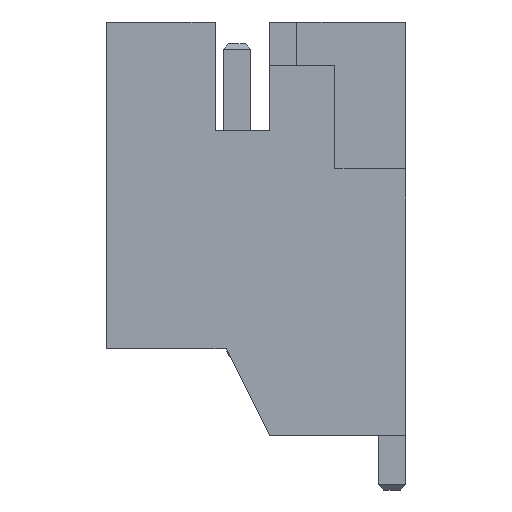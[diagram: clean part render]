
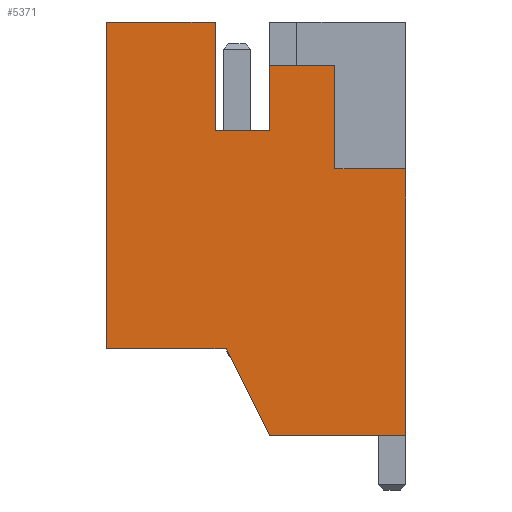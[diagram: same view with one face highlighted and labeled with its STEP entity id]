
A CAD part, left-side view. The second image highlights one B-rep face of the part: STEP entity #5371.
In plain terms, the highlighted planar face has unit normal (-1, 0, 0).
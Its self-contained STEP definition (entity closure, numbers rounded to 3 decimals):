
#165=FACE_OUTER_BOUND('',#467,.T.);
#467=EDGE_LOOP('',(#3615,#3616,#3617,#3618,#3619,#3620,#3621,#3622,#3623,
#3624,#3625,#3626));
#769=LINE('',#7511,#1493);
#773=LINE('',#7518,#1497);
#779=LINE('',#7532,#1503);
#798=LINE('',#7569,#1522);
#826=LINE('',#7624,#1550);
#832=LINE('',#7635,#1556);
#834=LINE('',#7639,#1558);
#836=LINE('',#7642,#1560);
#837=LINE('',#7646,#1561);
#838=LINE('',#7648,#1562);
#839=LINE('',#7650,#1563);
#840=LINE('',#7651,#1564);
#1493=VECTOR('',#6051,10.);
#1497=VECTOR('',#6057,10.);
#1503=VECTOR('',#6067,10.);
#1522=VECTOR('',#6094,10.);
#1550=VECTOR('',#6134,10.);
#1556=VECTOR('',#6142,10.);
#1558=VECTOR('',#6146,10.);
#1560=VECTOR('',#6150,10.);
#1561=VECTOR('',#6155,10.);
#1562=VECTOR('',#6156,10.);
#1563=VECTOR('',#6157,10.);
#1564=VECTOR('',#6158,10.);
#2217=VERTEX_POINT('',#7508);
#2218=VERTEX_POINT('',#7510);
#2220=VERTEX_POINT('',#7516);
#2226=VERTEX_POINT('',#7531);
#2240=VERTEX_POINT('',#7567);
#2260=VERTEX_POINT('',#7621);
#2261=VERTEX_POINT('',#7623);
#2265=VERTEX_POINT('',#7633);
#2266=VERTEX_POINT('',#7637);
#2267=VERTEX_POINT('',#7645);
#2268=VERTEX_POINT('',#7647);
#2269=VERTEX_POINT('',#7649);
#2721=EDGE_CURVE('',#2218,#2217,#769,.T.);
#2725=EDGE_CURVE('',#2217,#2220,#773,.T.);
#2731=EDGE_CURVE('',#2226,#2218,#779,.T.);
#2750=EDGE_CURVE('',#2220,#2240,#798,.T.);
#2778=EDGE_CURVE('',#2261,#2260,#826,.T.);
#2784=EDGE_CURVE('',#2260,#2265,#832,.T.);
#2786=EDGE_CURVE('',#2265,#2266,#834,.T.);
#2788=EDGE_CURVE('',#2266,#2226,#836,.T.);
#2789=EDGE_CURVE('',#2240,#2267,#837,.T.);
#2790=EDGE_CURVE('',#2267,#2268,#838,.T.);
#2791=EDGE_CURVE('',#2268,#2269,#839,.T.);
#2792=EDGE_CURVE('',#2269,#2261,#840,.T.);
#3615=ORIENTED_EDGE('',*,*,#2725,.T.);
#3616=ORIENTED_EDGE('',*,*,#2750,.T.);
#3617=ORIENTED_EDGE('',*,*,#2789,.T.);
#3618=ORIENTED_EDGE('',*,*,#2790,.T.);
#3619=ORIENTED_EDGE('',*,*,#2791,.T.);
#3620=ORIENTED_EDGE('',*,*,#2792,.T.);
#3621=ORIENTED_EDGE('',*,*,#2778,.T.);
#3622=ORIENTED_EDGE('',*,*,#2784,.T.);
#3623=ORIENTED_EDGE('',*,*,#2786,.T.);
#3624=ORIENTED_EDGE('',*,*,#2788,.T.);
#3625=ORIENTED_EDGE('',*,*,#2731,.T.);
#3626=ORIENTED_EDGE('',*,*,#2721,.T.);
#5101=PLANE('',#5697);
#5371=ADVANCED_FACE('',(#165),#5101,.T.);
#5697=AXIS2_PLACEMENT_3D('',#7644,#6153,#6154);
#6051=DIRECTION('',(0.,1.,0.));
#6057=DIRECTION('',(0.,0.,1.));
#6067=DIRECTION('',(0.,0.,-1.));
#6094=DIRECTION('',(0.,1.,0.));
#6134=DIRECTION('',(0.,0.,1.));
#6142=DIRECTION('',(0.,1.,0.));
#6146=DIRECTION('',(0.,0.,1.));
#6150=DIRECTION('',(0.,1.,0.));
#6153=DIRECTION('center_axis',(-1.,0.,0.));
#6154=DIRECTION('ref_axis',(0.,0.,1.));
#6155=DIRECTION('',(0.,0.,-1.));
#6156=DIRECTION('',(0.,-1.,0.));
#6157=DIRECTION('',(0.,-0.447,-0.894));
#6158=DIRECTION('',(0.,-1.,0.));
#7508=CARTESIAN_POINT('',(-9.95,3.5,-2.));
#7510=CARTESIAN_POINT('',(-9.95,2.5,-2.));
#7511=CARTESIAN_POINT('',(-9.95,3.125,-2.));
#7516=CARTESIAN_POINT('',(-9.95,3.5,0.));
#7518=CARTESIAN_POINT('',(-9.95,3.5,-1.5));
#7531=CARTESIAN_POINT('',(-9.95,2.5,-0.8));
#7532=CARTESIAN_POINT('',(-9.95,2.5,-2.5));
#7567=CARTESIAN_POINT('',(-9.95,5.5,0.));
#7569=CARTESIAN_POINT('',(-9.95,0.,0.));
#7621=CARTESIAN_POINT('',(-9.95,0.,-2.7));
#7623=CARTESIAN_POINT('',(-9.95,0.,-7.6));
#7624=CARTESIAN_POINT('',(-9.95,0.,-7.6));
#7633=CARTESIAN_POINT('',(-9.95,1.3,-2.7));
#7635=CARTESIAN_POINT('',(-9.95,2.025,-2.7));
#7637=CARTESIAN_POINT('',(-9.95,1.3,-0.8));
#7639=CARTESIAN_POINT('',(-9.95,1.3,-1.9));
#7642=CARTESIAN_POINT('',(-9.95,2.625,-0.8));
#7644=CARTESIAN_POINT('Origin',(-9.95,2.75,-3.));
#7645=CARTESIAN_POINT('',(-9.95,5.5,-6.));
#7646=CARTESIAN_POINT('',(-9.95,5.5,0.));
#7647=CARTESIAN_POINT('',(-9.95,3.3,-6.));
#7648=CARTESIAN_POINT('',(-9.95,5.5,-6.));
#7649=CARTESIAN_POINT('',(-9.95,2.5,-7.6));
#7650=CARTESIAN_POINT('',(-9.95,3.3,-6.));
#7651=CARTESIAN_POINT('',(-9.95,2.5,-7.6));
